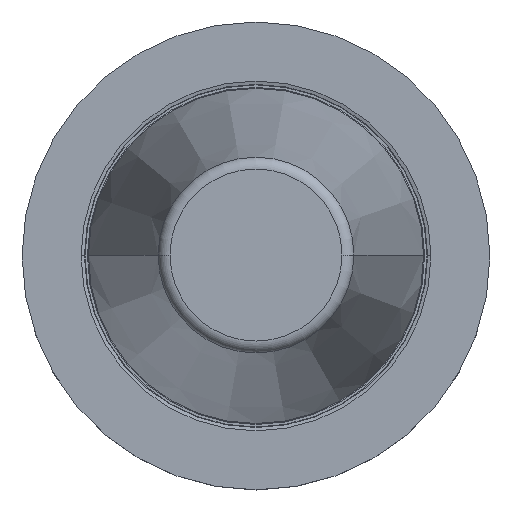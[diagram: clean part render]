
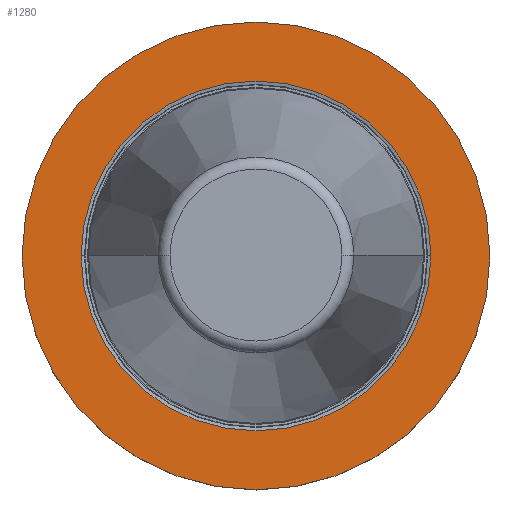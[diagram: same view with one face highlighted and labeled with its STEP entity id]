
A CAD part, top view. The second image highlights one B-rep face of the part: STEP entity #1280.
In plain terms, the highlighted planar face has unit normal (0, 0, 1).
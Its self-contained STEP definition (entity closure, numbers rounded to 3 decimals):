
#129=CARTESIAN_POINT('',(0.,0.,-3.2));
#130=DIRECTION('',(0.,0.,1.));
#131=DIRECTION('',(1.,0.,0.));
#132=AXIS2_PLACEMENT_3D('',#129,#130,#131);
#137=CARTESIAN_POINT('',(0.,0.,-3.2));
#138=DIRECTION('',(0.,0.,-1.));
#139=DIRECTION('',(1.,0.,0.));
#140=AXIS2_PLACEMENT_3D('',#137,#138,#139);
#145=CARTESIAN_POINT('',(0.,0.,-3.2));
#146=DIRECTION('',(0.,0.,1.));
#147=DIRECTION('',(1.,0.,0.));
#148=AXIS2_PLACEMENT_3D('',#145,#146,#147);
#153=CARTESIAN_POINT('',(0.,0.,-3.2));
#154=DIRECTION('',(0.,0.,1.));
#155=DIRECTION('',(-1.,0.,0.));
#156=AXIS2_PLACEMENT_3D('',#153,#154,#155);
#1055=CARTESIAN_POINT('',(48.75,0.,-3.2));
#1056=CARTESIAN_POINT('',(-48.75,0.,-3.2));
#1057=VERTEX_POINT('',#1055);
#1058=VERTEX_POINT('',#1056);
#1121=CARTESIAN_POINT('',(36.446,0.,-3.2));
#1122=VERTEX_POINT('',#1121);
#1125=CARTESIAN_POINT('',(-36.446,0.,-3.2));
#1126=VERTEX_POINT('',#1125);
#1265=CARTESIAN_POINT('',(0.,0.,-3.2));
#1266=DIRECTION('',(0.,0.,-1.));
#1267=DIRECTION('',(-1.,0.,0.));
#1268=AXIS2_PLACEMENT_3D('',#1265,#1266,#1267);
#1269=PLANE('',#1268);
#1270=ORIENTED_EDGE('',*,*,#1231,.F.);
#1271=ORIENTED_EDGE('',*,*,#1144,.T.);
#1272=EDGE_LOOP('',(#1270,#1271));
#1273=FACE_OUTER_BOUND('',#1272,.F.);
#1275=ORIENTED_EDGE('',*,*,#1274,.T.);
#1277=ORIENTED_EDGE('',*,*,#1276,.T.);
#1278=EDGE_LOOP('',(#1275,#1277));
#1279=FACE_BOUND('',#1278,.F.);
#133=CIRCLE('',#132,48.75);
#141=CIRCLE('',#140,48.75);
#149=CIRCLE('',#148,36.446);
#157=CIRCLE('',#156,36.446);
#1144=EDGE_CURVE('',#1057,#1058,#141,.T.);
#1231=EDGE_CURVE('',#1057,#1058,#133,.T.);
#1274=EDGE_CURVE('',#1122,#1126,#149,.T.);
#1276=EDGE_CURVE('',#1126,#1122,#157,.T.);
#1280=ADVANCED_FACE('',(#1273,#1279),#1269,.F.);
